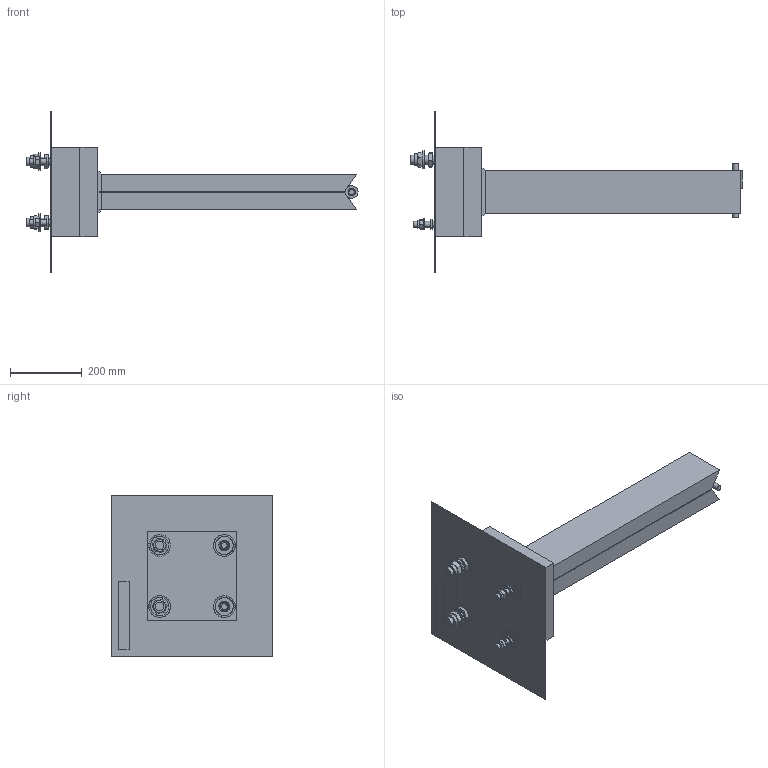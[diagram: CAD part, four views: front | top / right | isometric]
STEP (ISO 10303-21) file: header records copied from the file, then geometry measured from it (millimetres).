
FILE_DESCRIPTION(/* description */ (''),/* implementation_level */ '2;1');
FILE_NAME(/* name */ 'BWC 40-U.stp',/* time_stamp */ '2020-11-04T09:58:02+01:00',/* author */ ('Bruker'),/* organization */ (''),/* preprocessor_version */ 'ST-DEVELOPER v18.1',/* originating_system */ 'Autodesk Inventor 2021',/* authorisation */ '');
FILE_SCHEMA (('AUTOMOTIVE_DESIGN { 1 0 10303 214 3 1 1 }'));
Length unit declared in the file: millimetre
Products named in the file (21): BWC 40-U; BWC 40-U_1; BWC 40-U-1 Flat bar 120 x 50 - 760; BWC 40-U-2 Front plate; BWC 40-U-3 Hollow bars ; BWC 40-U-24 Threaded rod Ø16; BWC 40-U-7 Threaded rod Ø24; BWC 40-U-6 Upper spool; BWC 40-U-4 Lower spool; 2-118 InnenØ 22,0 mm Innendruck; 2-126  40,0 mm KolbenØ; BWC 40-U-8 Insulation ; BWC 40-U-9 Rubber cuff; BWC 40-U-10 Locking pin; DIN 439 - M16; DIN 439 - M24; DIN 985 - M24 x 2; DIN 985 - M16 x 1,5; DIN 125 - A 17; DIN 125 - A 28; Membran is not a lifting point sticker
Assembly tree (33 placements, depth 2):
  BWC 40-U
    BWC 40-U_1
    BWC 40-U-1 Flat bar 120 x 50 - 760  x2
    BWC 40-U-2 Front plate
    BWC 40-U-3 Hollow bars 
    BWC 40-U-24 Threaded rod Ø16  x2
    BWC 40-U-7 Threaded rod Ø24  x2
    BWC 40-U-6 Upper spool  x2
    BWC 40-U-4 Lower spool  x2
    2-118 InnenØ 22,0 mm Innendruck  x2
    2-126  40,0 mm KolbenØ  x2
    BWC 40-U-8 Insulation 
    BWC 40-U-9 Rubber cuff
    BWC 40-U-10 Locking pin
    DIN 439 - M16  x2
    DIN 439 - M24  x2
    DIN 985 - M24 x 2  x2
    DIN 985 - M16 x 1,5  x2
    DIN 125 - A 17  x2
    DIN 125 - A 28  x2
    Membran is not a lifting point sticker
Bounding box: 924.45 x 450 x 450 mm (x, y, z)
Volume: 16740283.2 mm3; surface area: 1575326.5 mm2
Topology: 50 solids, 50 shells, 401 faces, 813 edges, 520 vertices
Faces by surface type: plane 244, cylinder 75, cone 44, torus 38
Full cylindrical faces by diameter (mm): 13.835 x4, 14.376 x2, 16 x3, 16.5 x2, 17 x2, 20 x1, 20.752 x4, 21.835 x2, 22 x4, 22.5 x2, 24 x2, 24.5 x2, 28 x2, 29 x2, 29.5 x2, 30 x2, 33.2 x2, 35 x1, 35.8 x2, 37.5 x2, 40 x2, 50 x10, 51 x4, 60 x8, 61 x4
Entity records: 7987 total; most frequent: CARTESIAN_POINT 1322, DIRECTION 1310, ORIENTED_EDGE 1090, EDGE_CURVE 545, AXIS2_PLACEMENT_3D 486, VERTEX_POINT 354, LINE 338, VECTOR 338
